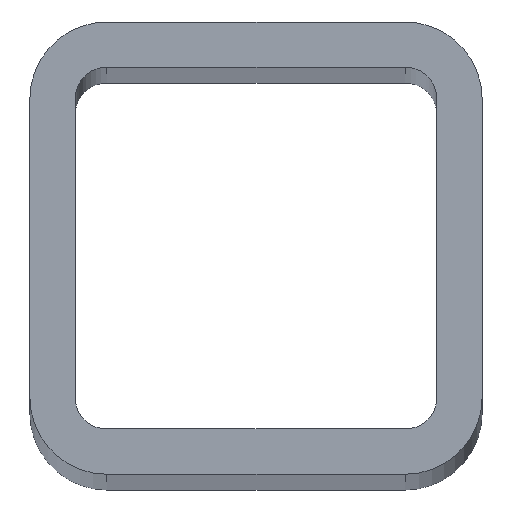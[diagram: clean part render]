
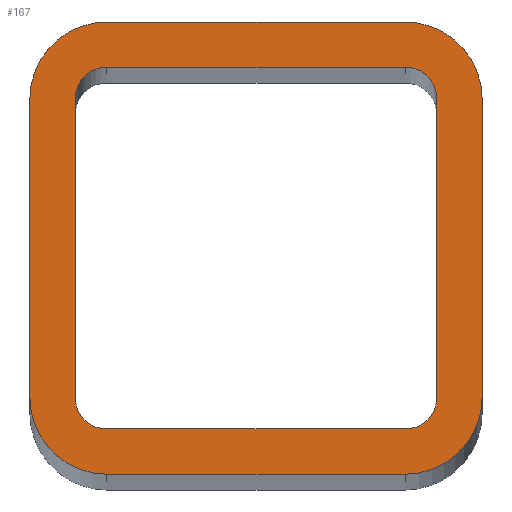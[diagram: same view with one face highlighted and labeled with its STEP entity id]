
A CAD part, top view. The second image highlights one B-rep face of the part: STEP entity #167.
In plain terms, the highlighted planar face has unit normal (0, 0, 1).
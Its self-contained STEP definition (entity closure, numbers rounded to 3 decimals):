
#133 = ORIENTED_EDGE ( 'NONE', *, *, #134, .T. ) ;
#134 = EDGE_CURVE ( 'NONE', #181, #135, #373, .T. ) ;
#135 = VERTEX_POINT ( 'NONE', #369 ) ;
#136 = ORIENTED_EDGE ( 'NONE', *, *, #137, .T. ) ;
#137 = EDGE_CURVE ( 'NONE', #162, #181, #368, .T. ) ;
#138 = ORIENTED_EDGE ( 'NONE', *, *, #139, .F. ) ;
#139 = EDGE_CURVE ( 'NONE', #140, #149, #363, .T. ) ;
#140 = VERTEX_POINT ( 'NONE', #359 ) ;
#141 = EDGE_CURVE ( 'NONE', #135, #193, #358, .T. ) ;
#142 = ORIENTED_EDGE ( 'NONE', *, *, #164, .T. ) ;
#143 = VERTEX_POINT ( 'NONE', #564 ) ;
#144 = ORIENTED_EDGE ( 'NONE', *, *, #145, .F. ) ;
#145 = EDGE_CURVE ( 'NONE', #146, #180, #563, .T. ) ;
#146 = VERTEX_POINT ( 'NONE', #559 ) ;
#147 = ORIENTED_EDGE ( 'NONE', *, *, #148, .F. ) ;
#148 = EDGE_CURVE ( 'NONE', #149, #146, #558, .T. ) ;
#149 = VERTEX_POINT ( 'NONE', #553 ) ;
#150 = ORIENTED_EDGE ( 'NONE', *, *, #151, .T. ) ;
#151 = EDGE_CURVE ( 'NONE', #143, #152, #466, .T. ) ;
#152 = VERTEX_POINT ( 'NONE', #461 ) ;
#153 = ORIENTED_EDGE ( 'NONE', *, *, #154, .F. ) ;
#154 = EDGE_CURVE ( 'NONE', #191, #155, #460, .T. ) ;
#155 = VERTEX_POINT ( 'NONE', #456 ) ;
#156 = ORIENTED_EDGE ( 'NONE', *, *, #157, .F. ) ;
#157 = EDGE_CURVE ( 'NONE', #155, #187, #411, .T. ) ;
#162 = VERTEX_POINT ( 'NONE', #399 ) ;
#163 = EDGE_CURVE ( 'NONE', #165, #166, #446, .T. ) ;
#164 = EDGE_CURVE ( 'NONE', #166, #143, #447, .T. ) ;
#165 = VERTEX_POINT ( 'NONE', #438 ) ;
#166 = VERTEX_POINT ( 'NONE', #437 ) ;
#167 = ADVANCED_FACE ( 'NONE', ( #436, #435 ), #434, .T. ) ;
#169 = EDGE_LOOP ( 'NONE', ( #170, #142, #150, #171, #136, #133, #192, #188 ) ) ;
#170 = ORIENTED_EDGE ( 'NONE', *, *, #163, .T. ) ;
#171 = ORIENTED_EDGE ( 'NONE', *, *, #172, .T. ) ;
#172 = EDGE_CURVE ( 'NONE', #152, #162, #544, .T. ) ;
#178 = ORIENTED_EDGE ( 'NONE', *, *, #179, .F. ) ;
#179 = EDGE_CURVE ( 'NONE', #180, #191, #533, .T. ) ;
#180 = VERTEX_POINT ( 'NONE', #393 ) ;
#181 = VERTEX_POINT ( 'NONE', #392 ) ;
#182 = ORIENTED_EDGE ( 'NONE', *, *, #183, .F. ) ;
#183 = EDGE_CURVE ( 'NONE', #184, #140, #391, .T. ) ;
#184 = VERTEX_POINT ( 'NONE', #528 ) ;
#185 = ORIENTED_EDGE ( 'NONE', *, *, #186, .F. ) ;
#186 = EDGE_CURVE ( 'NONE', #187, #184, #527, .T. ) ;
#187 = VERTEX_POINT ( 'NONE', #523 ) ;
#188 = ORIENTED_EDGE ( 'NONE', *, *, #189, .T. ) ;
#189 = EDGE_CURVE ( 'NONE', #193, #165, #522, .T. ) ;
#190 = EDGE_LOOP ( 'NONE', ( #153, #178, #144, #147, #138, #182, #185, #156 ) ) ;
#191 = VERTEX_POINT ( 'NONE', #518 ) ;
#192 = ORIENTED_EDGE ( 'NONE', *, *, #141, .T. ) ;
#193 = VERTEX_POINT ( 'NONE', #517 ) ;
#358 = CIRCLE ( 'NONE', #568, 8.5 ) ;
#359 = CARTESIAN_POINT ( 'NONE',  ( 20., -16.5, 1000. ) ) ;
#360 = DIRECTION ( 'NONE',  ( 0., 1., 0. ) ) ;
#361 = VECTOR ( 'NONE', #360, 1000. ) ;
#362 = CARTESIAN_POINT ( 'NONE',  ( 20., 16.5, 1000. ) ) ;
#363 = LINE ( 'NONE', #362, #361 ) ;
#364 = DIRECTION ( 'NONE',  ( 1., 0., 0. ) ) ;
#365 = DIRECTION ( 'NONE',  ( 0., 0., 1. ) ) ;
#366 = CARTESIAN_POINT ( 'NONE',  ( 16.5, -16.5, 1000. ) ) ;
#367 = AXIS2_PLACEMENT_3D ( 'NONE', #366, #365, #364 ) ;
#368 = CIRCLE ( 'NONE', #367, 8.5 ) ;
#369 = CARTESIAN_POINT ( 'NONE',  ( 25., 16.5, 1000. ) ) ;
#370 = DIRECTION ( 'NONE',  ( 0., 1., 0. ) ) ;
#371 = VECTOR ( 'NONE', #370, 1000. ) ;
#372 = CARTESIAN_POINT ( 'NONE',  ( 25., 16.5, 1000. ) ) ;
#373 = LINE ( 'NONE', #372, #371 ) ;
#388 = DIRECTION ( 'NONE',  ( 0., 0., 1. ) ) ;
#389 = CARTESIAN_POINT ( 'NONE',  ( 16.5, -16.5, 1000. ) ) ;
#390 = AXIS2_PLACEMENT_3D ( 'NONE', #389, #388, #529 ) ;
#391 = CIRCLE ( 'NONE', #390, 3.5 ) ;
#392 = CARTESIAN_POINT ( 'NONE',  ( 25., -16.5, 1000. ) ) ;
#393 = CARTESIAN_POINT ( 'NONE',  ( -16.5, 20., 1000. ) ) ;
#394 = DIRECTION ( 'NONE',  ( 1., 0., 0. ) ) ;
#399 = CARTESIAN_POINT ( 'NONE',  ( 16.5, -25., 1000. ) ) ;
#407 = DIRECTION ( 'NONE',  ( -1., 0., 0. ) ) ;
#408 = DIRECTION ( 'NONE',  ( 0., 0., 1. ) ) ;
#409 = CARTESIAN_POINT ( 'NONE',  ( -16.5, -16.5, 1000. ) ) ;
#410 = AXIS2_PLACEMENT_3D ( 'NONE', #409, #408, #407 ) ;
#411 = CIRCLE ( 'NONE', #410, 3.5 ) ;
#428 = DIRECTION ( 'NONE',  ( 1., 0., 0. ) ) ;
#429 = DIRECTION ( 'NONE',  ( 0., 0., 1. ) ) ;
#430 = CARTESIAN_POINT ( 'NONE',  ( -16.5, 16.5, 1000. ) ) ;
#431 = AXIS2_PLACEMENT_3D ( 'NONE', #430, #429, #428 ) ;
#434 = PLANE ( 'NONE',  #431 ) ;
#435 = FACE_BOUND ( 'NONE', #190, .T. ) ;
#436 = FACE_OUTER_BOUND ( 'NONE', #169, .T. ) ;
#437 = CARTESIAN_POINT ( 'NONE',  ( -25., 16.5, 1000. ) ) ;
#438 = CARTESIAN_POINT ( 'NONE',  ( -16.5, 25., 1000. ) ) ;
#439 = DIRECTION ( 'NONE',  ( 0., -1., 0. ) ) ;
#440 = VECTOR ( 'NONE', #439, 1000. ) ;
#441 = CARTESIAN_POINT ( 'NONE',  ( -25., 16.5, 1000. ) ) ;
#442 = DIRECTION ( 'NONE',  ( 1., 0., 0. ) ) ;
#443 = DIRECTION ( 'NONE',  ( 0., 0., 1. ) ) ;
#444 = CARTESIAN_POINT ( 'NONE',  ( -16.5, 16.5, 1000. ) ) ;
#445 = AXIS2_PLACEMENT_3D ( 'NONE', #444, #443, #442 ) ;
#446 = CIRCLE ( 'NONE', #445, 8.5 ) ;
#447 = LINE ( 'NONE', #441, #440 ) ;
#456 = CARTESIAN_POINT ( 'NONE',  ( -20., -16.5, 1000. ) ) ;
#457 = DIRECTION ( 'NONE',  ( 0., -1., 0. ) ) ;
#458 = VECTOR ( 'NONE', #457, 1000. ) ;
#459 = CARTESIAN_POINT ( 'NONE',  ( -20., 16.5, 1000. ) ) ;
#460 = LINE ( 'NONE', #459, #458 ) ;
#461 = CARTESIAN_POINT ( 'NONE',  ( -16.5, -25., 1000. ) ) ;
#462 = DIRECTION ( 'NONE',  ( -1., 0., 0. ) ) ;
#463 = DIRECTION ( 'NONE',  ( 0., 0., 1. ) ) ;
#464 = CARTESIAN_POINT ( 'NONE',  ( -16.5, -16.5, 1000. ) ) ;
#465 = AXIS2_PLACEMENT_3D ( 'NONE', #464, #463, #462 ) ;
#466 = CIRCLE ( 'NONE', #465, 8.5 ) ;
#517 = CARTESIAN_POINT ( 'NONE',  ( 16.5, 25., 1000. ) ) ;
#518 = CARTESIAN_POINT ( 'NONE',  ( -20., 16.5, 1000. ) ) ;
#519 = DIRECTION ( 'NONE',  ( -1., 0., 0. ) ) ;
#520 = VECTOR ( 'NONE', #519, 1000. ) ;
#521 = CARTESIAN_POINT ( 'NONE',  ( -16.5, 25., 1000. ) ) ;
#522 = LINE ( 'NONE', #521, #520 ) ;
#523 = CARTESIAN_POINT ( 'NONE',  ( -16.5, -20., 1000. ) ) ;
#524 = DIRECTION ( 'NONE',  ( 1., 0., 0. ) ) ;
#525 = VECTOR ( 'NONE', #524, 1000. ) ;
#526 = CARTESIAN_POINT ( 'NONE',  ( -16.5, -20., 1000. ) ) ;
#527 = LINE ( 'NONE', #526, #525 ) ;
#528 = CARTESIAN_POINT ( 'NONE',  ( 16.5, -20., 1000. ) ) ;
#529 = DIRECTION ( 'NONE',  ( 1., 0., 0. ) ) ;
#530 = DIRECTION ( 'NONE',  ( 0., 0., 1. ) ) ;
#531 = CARTESIAN_POINT ( 'NONE',  ( -16.5, 16.5, 1000. ) ) ;
#532 = AXIS2_PLACEMENT_3D ( 'NONE', #531, #530, #394 ) ;
#533 = CIRCLE ( 'NONE', #532, 3.5 ) ;
#541 = DIRECTION ( 'NONE',  ( 1., 0., 0. ) ) ;
#542 = VECTOR ( 'NONE', #541, 1000. ) ;
#543 = CARTESIAN_POINT ( 'NONE',  ( -16.5, -25., 1000. ) ) ;
#544 = LINE ( 'NONE', #543, #542 ) ;
#553 = CARTESIAN_POINT ( 'NONE',  ( 20., 16.5, 1000. ) ) ;
#554 = DIRECTION ( 'NONE',  ( 1., 0., 0. ) ) ;
#555 = DIRECTION ( 'NONE',  ( 0., 0., 1. ) ) ;
#556 = CARTESIAN_POINT ( 'NONE',  ( 16.5, 16.5, 1000. ) ) ;
#557 = AXIS2_PLACEMENT_3D ( 'NONE', #556, #555, #554 ) ;
#558 = CIRCLE ( 'NONE', #557, 3.5 ) ;
#559 = CARTESIAN_POINT ( 'NONE',  ( 16.5, 20., 1000. ) ) ;
#560 = DIRECTION ( 'NONE',  ( -1., 0., 0. ) ) ;
#561 = VECTOR ( 'NONE', #560, 1000. ) ;
#562 = CARTESIAN_POINT ( 'NONE',  ( -16.5, 20., 1000. ) ) ;
#563 = LINE ( 'NONE', #562, #561 ) ;
#564 = CARTESIAN_POINT ( 'NONE',  ( -25., -16.5, 1000. ) ) ;
#565 = DIRECTION ( 'NONE',  ( 1., 0., 0. ) ) ;
#566 = DIRECTION ( 'NONE',  ( 0., 0., 1. ) ) ;
#567 = CARTESIAN_POINT ( 'NONE',  ( 16.5, 16.5, 1000. ) ) ;
#568 = AXIS2_PLACEMENT_3D ( 'NONE', #567, #566, #565 ) ;
